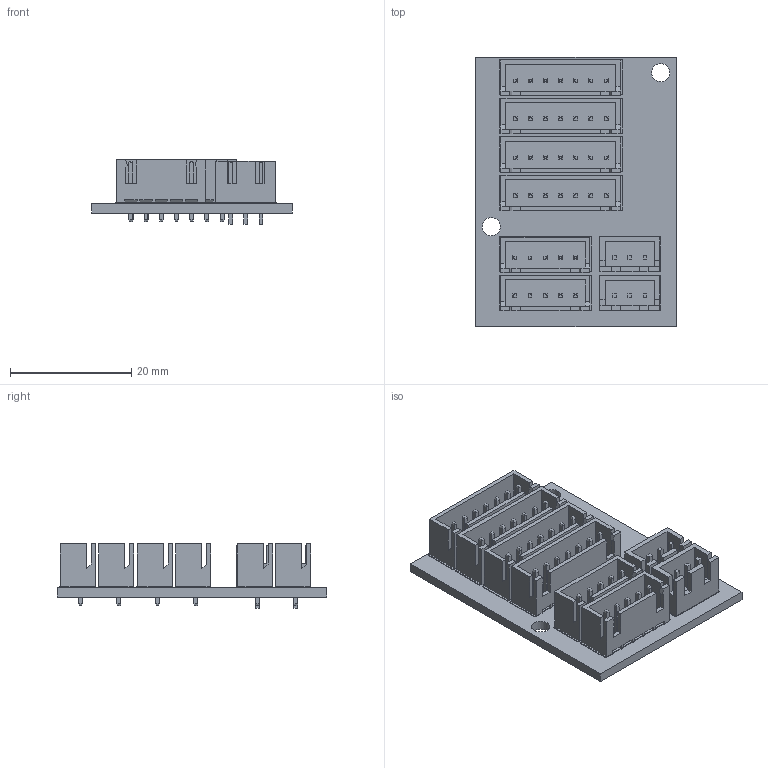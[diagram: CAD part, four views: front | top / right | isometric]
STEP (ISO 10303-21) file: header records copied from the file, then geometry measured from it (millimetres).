
FILE_DESCRIPTION(/* description */ (''),/* implementation_level */ '2;1');
FILE_NAME(/* name */ 'bl_v1.step',/* time_stamp */ '2025-03-29T15:26:53+01:00',/* author */ (''),/* organization */ (''),/* preprocessor_version */ 'ST-DEVELOPER v20.1',/* originating_system */ 'Autodesk Translation Framework v14.4.0.0',/* authorisation */ '');
FILE_SCHEMA (('AUTOMOTIVE_DESIGN { 1 0 10303 214 3 1 1 }'));
Length unit declared in the file: millimetre
Products named in the file (6): bl; PCB Component; Board; 2S_in; 4S_in; 6S_in/out
Assembly tree (10 placements, depth 3):
  bl
    PCB Component
      Board
      2S_in  x2
      4S_in  x2
      6S_in/out  x4
Bounding box: 33.02 x 44.45 x 10.61 mm (x, y, z)
Volume: 4398.6 mm3; surface area: 11673.4 mm2
Topology: 17 solids, 137 shells, 2358 faces, 5646 edges, 3612 vertices
Faces by surface type: plane 2078, bspline 234, cylinder 46
Full cylindrical faces by diameter (mm): 1.016 x44, 3 x2
Entity records: 25361 total; most frequent: CARTESIAN_POINT 5766, ORIENTED_EDGE 3984, DIRECTION 3452, EDGE_CURVE 1992, LINE 1744, VECTOR 1744, VERTEX_POINT 1280, EDGE_LOOP 958
